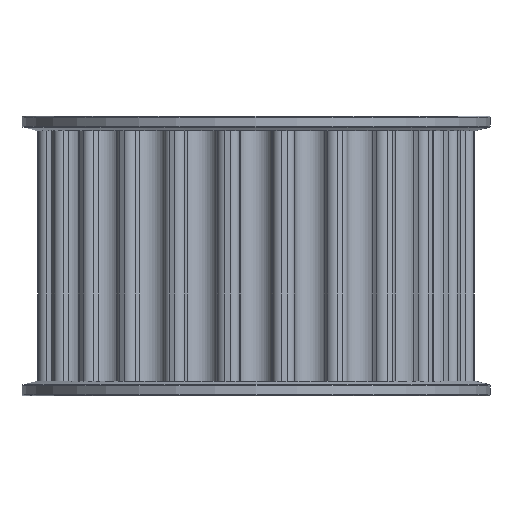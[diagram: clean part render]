
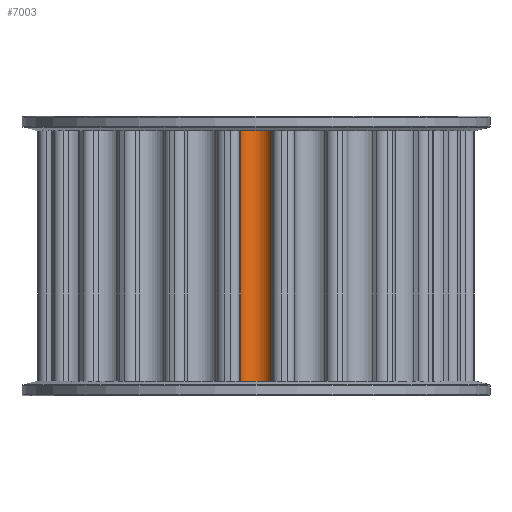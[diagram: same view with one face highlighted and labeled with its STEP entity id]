
A CAD part, left-side view. The second image highlights one B-rep face of the part: STEP entity #7003.
In plain terms, the highlighted cylindrical face has radius 1.802 mm (diameter 3.603 mm), a partial arc.
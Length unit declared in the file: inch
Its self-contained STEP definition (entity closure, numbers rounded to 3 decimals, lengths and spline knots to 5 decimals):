
#83=LINE('',#13012,#411);
#86=LINE('',#13018,#414);
#411=VECTOR('',#10456,0.3937);
#414=VECTOR('',#10465,0.3937);
#737=CYLINDRICAL_SURFACE('',#8236,0.07093);
#1146=FACE_OUTER_BOUND('',#1560,.T.);
#1560=EDGE_LOOP('',(#5702,#5703,#5704,#5705));
#2384=CIRCLE('',#7953,0.07093);
#2608=CIRCLE('',#8182,0.07093);
#3120=VERTEX_POINT('',#12453);
#3121=VERTEX_POINT('',#12455);
#3342=VERTEX_POINT('',#12906);
#3343=VERTEX_POINT('',#12908);
#3963=EDGE_CURVE('',#3121,#3120,#2384,.T.);
#4189=EDGE_CURVE('',#3343,#3342,#2608,.T.);
#4242=EDGE_CURVE('',#3121,#3342,#83,.T.);
#4245=EDGE_CURVE('',#3120,#3343,#86,.T.);
#5702=ORIENTED_EDGE('',*,*,#3963,.T.);
#5703=ORIENTED_EDGE('',*,*,#4245,.T.);
#5704=ORIENTED_EDGE('',*,*,#4189,.T.);
#5705=ORIENTED_EDGE('',*,*,#4242,.F.);
#7003=ADVANCED_FACE('',(#1146),#737,.F.);
#7953=AXIS2_PLACEMENT_3D('',#12456,#9873,#9874);
#8182=AXIS2_PLACEMENT_3D('',#12909,#10333,#10334);
#8236=AXIS2_PLACEMENT_3D('',#13017,#10463,#10464);
#9873=DIRECTION('center_axis',(0.,0.,
-1.));
#9874=DIRECTION('ref_axis',(0.408,0.913,0.));
#10333=DIRECTION('center_axis',(0.,0.,1.));
#10334=DIRECTION('ref_axis',(0.408,0.913,0.));
#10456=DIRECTION('',(0.,0.,1.));
#10463=DIRECTION('center_axis',(0.,0.,1.));
#10464=DIRECTION('ref_axis',(0.408,0.913,0.));
#10465=DIRECTION('',(0.,0.,1.));
#12453=CARTESIAN_POINT('',(-0.87983,-0.06476,-0.95313));
#12455=CARTESIAN_POINT('',(-0.87983,0.06476,-0.95313));
#12456=CARTESIAN_POINT('Origin',(-0.90876,0.,
-0.95313));
#12906=CARTESIAN_POINT('',(-0.87983,0.06476,0.10938));
#12908=CARTESIAN_POINT('',(-0.87983,-0.06476,0.10938));
#12909=CARTESIAN_POINT('Origin',(-0.90876,0.,
0.10938));
#13012=CARTESIAN_POINT('',(-0.87983,0.06476,-0.32813));
#13017=CARTESIAN_POINT('Origin',(-0.90876,0.,
-0.32813));
#13018=CARTESIAN_POINT('',(-0.87983,-0.06476,-0.32813));
